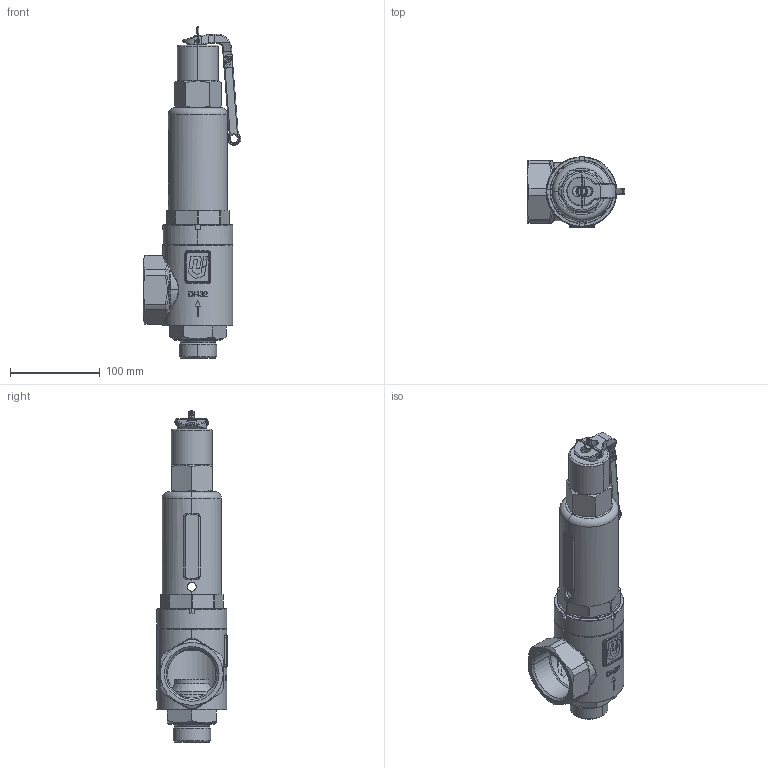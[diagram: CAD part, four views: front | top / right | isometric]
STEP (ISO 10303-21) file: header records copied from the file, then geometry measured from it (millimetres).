
FILE_DESCRIPTION(('HOOPS Exchange Step'),'2;1');
FILE_NAME('SV04-08-06-10-DN32-AG-Hebel.stp','2026-01-23T09:29:53+01:00',('nieru'),('Unknown organisation'),'HOOPS Exchange 2024.2','HOOPS Exchange','Unknown authorisation');
FILE_SCHEMA( ('AP203_CONFIGURATION_CONTROLLED_3D_DESIGN_OF_MECHANICAL_PARTS_AND_ASSEMBLIES_MIM_LF') );
Length unit declared in the file: millimetre
Products named in the file (3): 0; root
Assembly tree (2 placements, depth 3):
  root
    0
      0
Bounding box: 109.01 x 78.5 x 370.62 mm (x, y, z)
Volume: 449275.3 mm3; surface area: 194100.2 mm2
Topology: 10 solids, 10 shells, 900 faces, 2254 edges, 1411 vertices
Faces by surface type: plane 345, cylinder 236, bspline 124, cone 96, torus 89, sphere 10
Entity records: 39011 total; most frequent: CARTESIAN_POINT 18773, ORIENTED_EDGE 4508, DIRECTION 3717, EDGE_CURVE 2254, VERTEX_POINT 1411, AXIS2_PLACEMENT_3D 1384, EDGE_LOOP 967, FACE_BOUND 967
